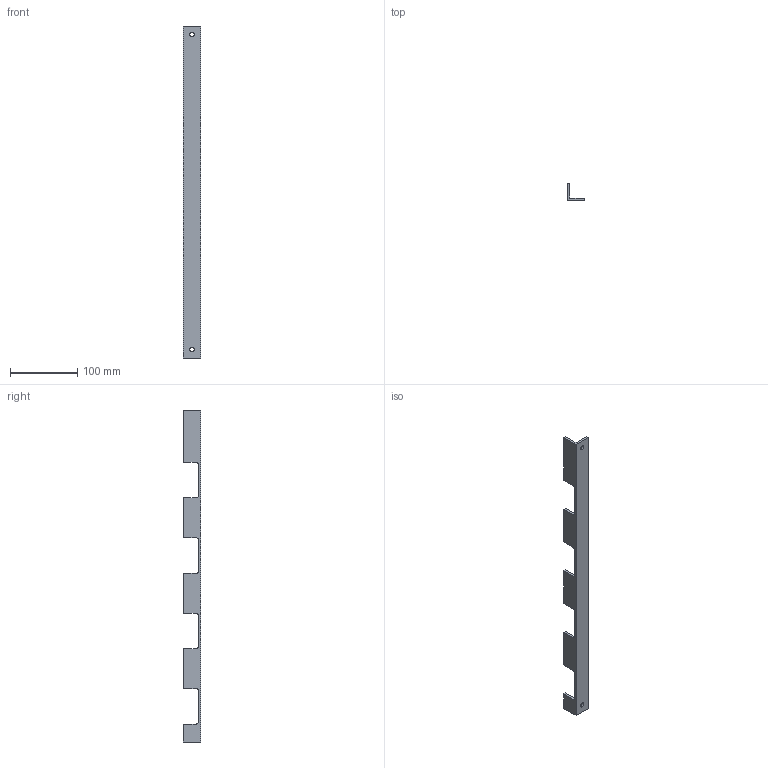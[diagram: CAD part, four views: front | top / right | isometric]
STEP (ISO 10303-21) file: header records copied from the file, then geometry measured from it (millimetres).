
FILE_DESCRIPTION(/* description */ (''),/* implementation_level */ '2;1');
FILE_NAME(/* name */ 'angle_L103.stp',/* time_stamp */ '2018-10-24T08:57:26-07:00',/* author */ ('ddeboer'),/* organization */ (''),/* preprocessor_version */ 'ST-DEVELOPER v16.5',/* originating_system */ 'Autodesk Inventor 2017',/* authorisation */ '');
FILE_SCHEMA (('AUTOMOTIVE_DESIGN { 1 0 10303 214 3 1 1 }'));
Length unit declared in the file: inch
Products named in the file (1): Part2
Bounding box: 25.4 x 25.4 x 492.12 mm (x, y, z)
Volume: 59454.4 mm3; surface area: 41543.7 mm2
Topology: 1 solids, 1 shells, 34 faces, 98 edges, 66 vertices
Faces by surface type: plane 24, cylinder 10
Full cylindrical faces by diameter (mm): 6.756 x2
Entity records: 1130 total; most frequent: CARTESIAN_POINT 193, ORIENTED_EDGE 188, DIRECTION 184, EDGE_CURVE 94, LINE 74, VECTOR 74, VERTEX_POINT 64, AXIS2_PLACEMENT_3D 55
